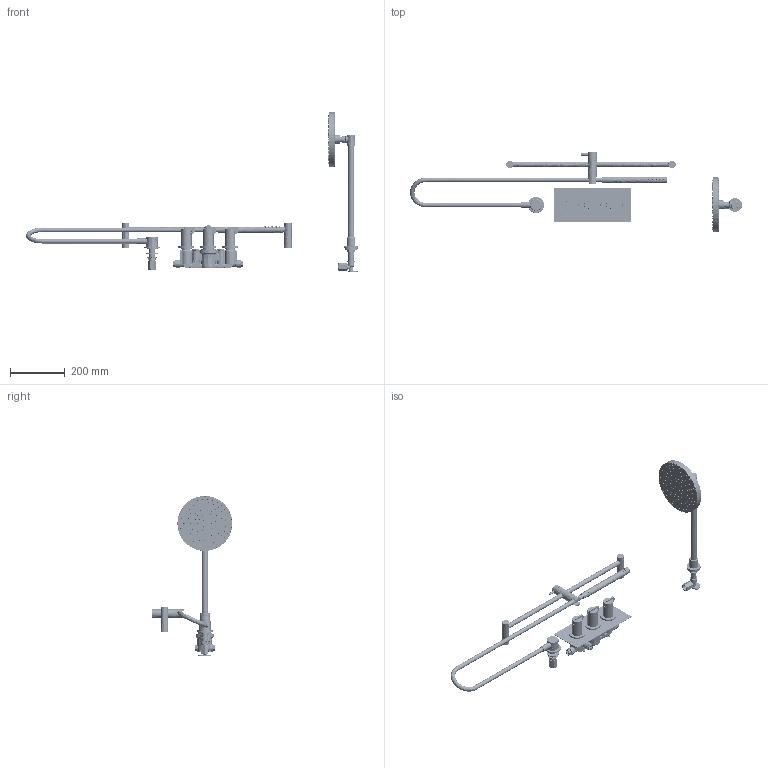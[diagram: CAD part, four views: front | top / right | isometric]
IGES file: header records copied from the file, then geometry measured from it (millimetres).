
Global section: file name: V105A-KIT; native system: Autodesk Inventor 2018; preprocessor: unknown; author: aduggalther; date: 20180305.084737; units: millimetre
Bounding box: 1209.36 x 293.73 x 583 mm (x, y, z)
Volume: 2026155.5 mm3; surface area: 797159.3 mm2
Topology: 104 solids, 120 shells, 4398 faces, 11187 edges, 7538 vertices
Faces by surface type: bspline 4398
